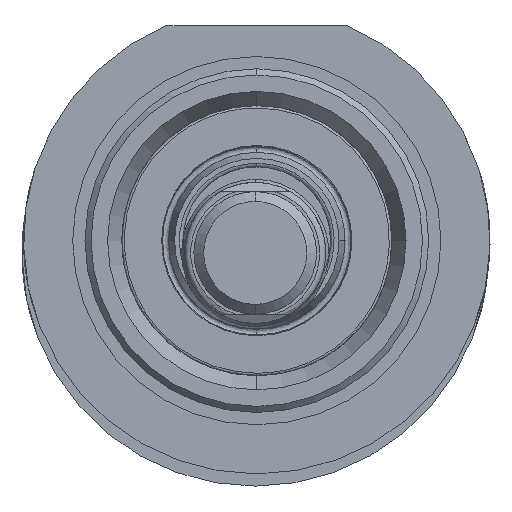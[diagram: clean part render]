
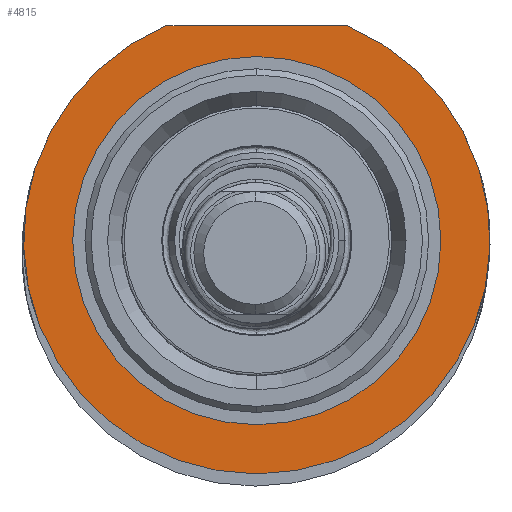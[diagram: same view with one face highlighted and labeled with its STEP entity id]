
A CAD part, front view. The second image highlights one B-rep face of the part: STEP entity #4815.
In plain terms, the highlighted planar face has unit normal (0, -1, 0).
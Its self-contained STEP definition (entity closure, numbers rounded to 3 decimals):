
#139 = ORIENTED_EDGE ( 'NONE', *, *, #5815, .F. ) ;
#200 = CARTESIAN_POINT ( 'NONE',  ( 7.399, -71.25, 17.5 ) ) ;
#864 = ORIENTED_EDGE ( 'NONE', *, *, #6030, .T. ) ;
#1069 = VECTOR ( 'NONE', #3650, 1000. ) ;
#1101 = CARTESIAN_POINT ( 'NONE',  ( 0., -71.25, 0. ) ) ;
#1279 = AXIS2_PLACEMENT_3D ( 'NONE', #1101, #6726, #6697 ) ;
#1504 = CARTESIAN_POINT ( 'NONE',  ( 0., -71.25, -19. ) ) ;
#1608 = DIRECTION ( 'NONE',  ( 0., 1., 0. ) ) ;
#2014 = CIRCLE ( 'NONE', #6400, 19. ) ;
#2212 = DIRECTION ( 'NONE',  ( 0., 0., -1. ) ) ;
#2218 = FACE_OUTER_BOUND ( 'NONE', #5902, .T. ) ;
#2713 = AXIS2_PLACEMENT_3D ( 'NONE', #6680, #1608, #5416 ) ;
#2731 = VERTEX_POINT ( 'NONE', #1504 ) ;
#2776 = VERTEX_POINT ( 'NONE', #4327 ) ;
#2803 = CIRCLE ( 'NONE', #1279, 15. ) ;
#2813 = EDGE_CURVE ( 'NONE', #4155, #6370, #2803, .T. ) ;
#2849 = DIRECTION ( 'NONE',  ( 0., 1., 0. ) ) ;
#3120 = EDGE_CURVE ( 'NONE', #2731, #2776, #6698, .T. ) ;
#3279 = ORIENTED_EDGE ( 'NONE', *, *, #5033, .F. ) ;
#3298 = AXIS2_PLACEMENT_3D ( 'NONE', #7027, #4823, #6471 ) ;
#3477 = DIRECTION ( 'NONE',  ( 0., 0., -1. ) ) ;
#3650 = DIRECTION ( 'NONE',  ( 1., 0., 0. ) ) ;
#4155 = VERTEX_POINT ( 'NONE', #6062 ) ;
#4176 = CIRCLE ( 'NONE', #2713, 15. ) ;
#4327 = CARTESIAN_POINT ( 'NONE',  ( -7.399, -71.25, 17.5 ) ) ;
#4526 = VERTEX_POINT ( 'NONE', #200 ) ;
#4550 = DIRECTION ( 'NONE',  ( 0., 1., 0. ) ) ;
#4815 = ADVANCED_FACE ( 'NONE', ( #5943, #2218 ), #6497, .T. ) ;
#4823 = DIRECTION ( 'NONE',  ( 0., -1., 0. ) ) ;
#5033 = EDGE_CURVE ( 'NONE', #2776, #4526, #6442, .T. ) ;
#5136 = AXIS2_PLACEMENT_3D ( 'NONE', #6718, #2849, #3477 ) ;
#5206 = ORIENTED_EDGE ( 'NONE', *, *, #2813, .T. ) ;
#5416 = DIRECTION ( 'NONE',  ( 0., 0., 1. ) ) ;
#5606 = CARTESIAN_POINT ( 'NONE',  ( 0., -71.25, 0. ) ) ;
#5757 = CARTESIAN_POINT ( 'NONE',  ( 0., -71.25, 15. ) ) ;
#5815 = EDGE_CURVE ( 'NONE', #4526, #2731, #2014, .T. ) ;
#5902 = EDGE_LOOP ( 'NONE', ( #3279, #7092, #139 ) ) ;
#5943 = FACE_BOUND ( 'NONE', #6951, .T. ) ;
#6030 = EDGE_CURVE ( 'NONE', #6370, #4155, #4176, .T. ) ;
#6062 = CARTESIAN_POINT ( 'NONE',  ( 0., -71.25, -15. ) ) ;
#6370 = VERTEX_POINT ( 'NONE', #5757 ) ;
#6400 = AXIS2_PLACEMENT_3D ( 'NONE', #5606, #4550, #2212 ) ;
#6442 = LINE ( 'NONE', #7015, #1069 ) ;
#6471 = DIRECTION ( 'NONE',  ( 0., 0., -1. ) ) ;
#6497 = PLANE ( 'NONE',  #3298 ) ;
#6680 = CARTESIAN_POINT ( 'NONE',  ( 0., -71.25, 0. ) ) ;
#6697 = DIRECTION ( 'NONE',  ( 0., 0., 1. ) ) ;
#6698 = CIRCLE ( 'NONE', #5136, 19. ) ;
#6718 = CARTESIAN_POINT ( 'NONE',  ( 0., -71.25, 0. ) ) ;
#6726 = DIRECTION ( 'NONE',  ( 0., 1., 0. ) ) ;
#6951 = EDGE_LOOP ( 'NONE', ( #864, #5206 ) ) ;
#7015 = CARTESIAN_POINT ( 'NONE',  ( -7.399, -71.25, 17.5 ) ) ;
#7027 = CARTESIAN_POINT ( 'NONE',  ( 0., -71.25, 1.475 ) ) ;
#7092 = ORIENTED_EDGE ( 'NONE', *, *, #3120, .F. ) ;
